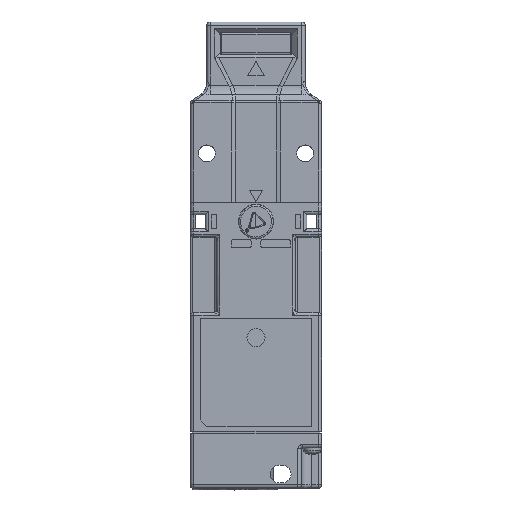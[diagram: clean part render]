
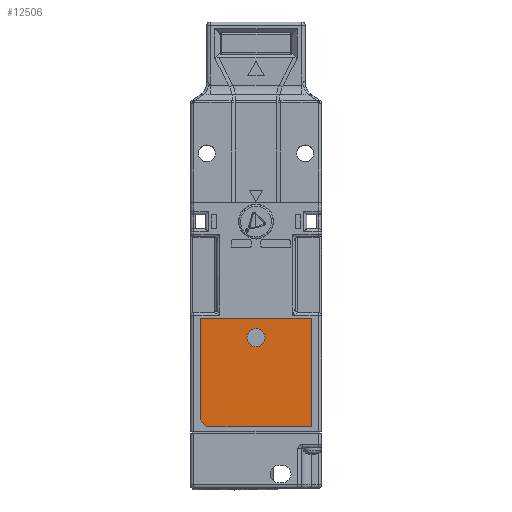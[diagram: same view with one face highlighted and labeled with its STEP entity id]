
A CAD part, top view. The second image highlights one B-rep face of the part: STEP entity #12506.
In plain terms, the highlighted planar face has unit normal (0, 0, 1).
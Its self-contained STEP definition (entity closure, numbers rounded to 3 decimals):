
#570 = CARTESIAN_POINT ( 'NONE',  ( -16.7, -35.6, 19.7 ) ) ;
#2365 = EDGE_CURVE ( 'NONE', #51988, #45823, #31191, .T. ) ;
#2389 = AXIS2_PLACEMENT_3D ( 'NONE', #2803, #32017, #7010 ) ;
#2506 = VECTOR ( 'NONE', #19339, 1000. ) ;
#2803 = CARTESIAN_POINT ( 'NONE',  ( 0., -41.2, 19.7 ) ) ;
#3075 = CARTESIAN_POINT ( 'NONE',  ( 16.7, -68.3, 19.7 ) ) ;
#4139 = DIRECTION ( 'NONE',  ( 0., 0., -1. ) ) ;
#4218 = LINE ( 'NONE', #43995, #34949 ) ;
#4773 = DIRECTION ( 'NONE',  ( 1., 0., 0. ) ) ;
#5360 = VERTEX_POINT ( 'NONE', #17090 ) ;
#5679 = DIRECTION ( 'NONE',  ( 1., 0., 0. ) ) ;
#6192 = CIRCLE ( 'NONE', #43493, 0.3 ) ;
#6471 = CIRCLE ( 'NONE', #33688, 0.3 ) ;
#6532 = CARTESIAN_POINT ( 'NONE',  ( -17., -35.6, 19.7 ) ) ;
#6995 = PLANE ( 'NONE',  #9024 ) ;
#7010 = DIRECTION ( 'NONE',  ( 0., -1., 0. ) ) ;
#7121 = VERTEX_POINT ( 'NONE', #31605 ) ;
#7187 = DIRECTION ( 'NONE',  ( -1., 0., 0. ) ) ;
#9024 = AXIS2_PLACEMENT_3D ( 'NONE', #27979, #32190, #7187 ) ;
#9240 = LINE ( 'NONE', #28366, #42520 ) ;
#10669 = VERTEX_POINT ( 'NONE', #6532 ) ;
#11043 = CIRCLE ( 'NONE', #31010, 2.75 ) ;
#11661 = CARTESIAN_POINT ( 'NONE',  ( 17., -35.6, 19.7 ) ) ;
#12506 = ADVANCED_FACE ( 'NONE', ( #21455, #18863 ), #6995, .F. ) ;
#12988 = CIRCLE ( 'NONE', #43838, 0.3 ) ;
#13476 = CARTESIAN_POINT ( 'NONE',  ( 0., -38.45, 19.7 ) ) ;
#13646 = LINE ( 'NONE', #15173, #2506 ) ;
#15173 = CARTESIAN_POINT ( 'NONE',  ( 0., -68.3, 19.7 ) ) ;
#15472 = EDGE_CURVE ( 'NONE', #7121, #10669, #4218, .T. ) ;
#15549 = ORIENTED_EDGE ( 'NONE', *, *, #40014, .F. ) ;
#15735 = EDGE_CURVE ( 'NONE', #45823, #26073, #6192, .T. ) ;
#15933 = CARTESIAN_POINT ( 'NONE',  ( 16.7, -68., 19.7 ) ) ;
#16340 = CARTESIAN_POINT ( 'NONE',  ( 17., -68., 19.7 ) ) ;
#16803 = CIRCLE ( 'NONE', #2389, 2.75 ) ;
#17090 = CARTESIAN_POINT ( 'NONE',  ( 0., -43.95, 19.7 ) ) ;
#18863 = FACE_OUTER_BOUND ( 'NONE', #36875, .T. ) ;
#19056 = DIRECTION ( 'NONE',  ( 0., 0., 1. ) ) ;
#19339 = DIRECTION ( 'NONE',  ( -1., 0., 0. ) ) ;
#20113 = DIRECTION ( 'NONE',  ( 1., 0., 0. ) ) ;
#20124 = VERTEX_POINT ( 'NONE', #13476 ) ;
#21455 = FACE_BOUND ( 'NONE', #28542, .T. ) ;
#24378 = DIRECTION ( 'NONE',  ( -0.707, 0.707, 0. ) ) ;
#26073 = VERTEX_POINT ( 'NONE', #11661 ) ;
#26656 = LINE ( 'NONE', #32484, #47572 ) ;
#27068 = VERTEX_POINT ( 'NONE', #3075 ) ;
#27979 = CARTESIAN_POINT ( 'NONE',  ( 17., -68.3, 19.7 ) ) ;
#28017 = EDGE_CURVE ( 'NONE', #48224, #27068, #6471, .T. ) ;
#28230 = ORIENTED_EDGE ( 'NONE', *, *, #28017, .F. ) ;
#28366 = CARTESIAN_POINT ( 'NONE',  ( -17., -66.3, 19.7 ) ) ;
#28429 = ORIENTED_EDGE ( 'NONE', *, *, #15735, .F. ) ;
#28482 = EDGE_CURVE ( 'NONE', #10669, #51988, #12988, .T. ) ;
#28542 = EDGE_LOOP ( 'NONE', ( #15549, #45397 ) ) ;
#29146 = CARTESIAN_POINT ( 'NONE',  ( 16.7, -35.6, 19.7 ) ) ;
#29786 = DIRECTION ( 'NONE',  ( 0., 0., -1. ) ) ;
#30086 = ORIENTED_EDGE ( 'NONE', *, *, #38807, .F. ) ;
#30690 = CARTESIAN_POINT ( 'NONE',  ( 0., -35.3, 19.7 ) ) ;
#31010 = AXIS2_PLACEMENT_3D ( 'NONE', #44006, #19056, #48221 ) ;
#31191 = LINE ( 'NONE', #30690, #40992 ) ;
#31391 = DIRECTION ( 'NONE',  ( 0., 1., 0. ) ) ;
#31605 = CARTESIAN_POINT ( 'NONE',  ( -17., -66.3, 19.7 ) ) ;
#31786 = CARTESIAN_POINT ( 'NONE',  ( 16.7, -35.3, 19.7 ) ) ;
#32017 = DIRECTION ( 'NONE',  ( 0., 0., 1. ) ) ;
#32190 = DIRECTION ( 'NONE',  ( 0., 0., -1. ) ) ;
#32484 = CARTESIAN_POINT ( 'NONE',  ( 17., -51.8, 19.7 ) ) ;
#33381 = DIRECTION ( 'NONE',  ( 1., 0., 0. ) ) ;
#33688 = AXIS2_PLACEMENT_3D ( 'NONE', #15933, #45077, #20113 ) ;
#34949 = VECTOR ( 'NONE', #31391, 1000. ) ;
#36535 = DIRECTION ( 'NONE',  ( 0., -1., 0. ) ) ;
#36541 = ORIENTED_EDGE ( 'NONE', *, *, #40165, .F. ) ;
#36875 = EDGE_LOOP ( 'NONE', ( #30086, #28230, #36541, #28429, #39889, #43834, #49480, #49376 ) ) ;
#38097 = VERTEX_POINT ( 'NONE', #38336 ) ;
#38336 = CARTESIAN_POINT ( 'NONE',  ( -15., -68.3, 19.7 ) ) ;
#38807 = EDGE_CURVE ( 'NONE', #27068, #38097, #13646, .T. ) ;
#39889 = ORIENTED_EDGE ( 'NONE', *, *, #2365, .F. ) ;
#40014 = EDGE_CURVE ( 'NONE', #5360, #20124, #11043, .T. ) ;
#40165 = EDGE_CURVE ( 'NONE', #26073, #48224, #26656, .T. ) ;
#40992 = VECTOR ( 'NONE', #5679, 1000. ) ;
#41429 = EDGE_CURVE ( 'NONE', #20124, #5360, #16803, .T. ) ;
#42520 = VECTOR ( 'NONE', #24378, 1000. ) ;
#43493 = AXIS2_PLACEMENT_3D ( 'NONE', #29146, #4139, #33381 ) ;
#43834 = ORIENTED_EDGE ( 'NONE', *, *, #28482, .F. ) ;
#43838 = AXIS2_PLACEMENT_3D ( 'NONE', #570, #29786, #4773 ) ;
#43995 = CARTESIAN_POINT ( 'NONE',  ( -17., -51.8, 19.7 ) ) ;
#44006 = CARTESIAN_POINT ( 'NONE',  ( 0., -41.2, 19.7 ) ) ;
#45077 = DIRECTION ( 'NONE',  ( 0., 0., -1. ) ) ;
#45397 = ORIENTED_EDGE ( 'NONE', *, *, #41429, .F. ) ;
#45823 = VERTEX_POINT ( 'NONE', #31786 ) ;
#46830 = EDGE_CURVE ( 'NONE', #38097, #7121, #9240, .T. ) ;
#47572 = VECTOR ( 'NONE', #36535, 1000. ) ;
#48221 = DIRECTION ( 'NONE',  ( 0., -1., 0. ) ) ;
#48224 = VERTEX_POINT ( 'NONE', #16340 ) ;
#49376 = ORIENTED_EDGE ( 'NONE', *, *, #46830, .F. ) ;
#49480 = ORIENTED_EDGE ( 'NONE', *, *, #15472, .F. ) ;
#51988 = VERTEX_POINT ( 'NONE', #53922 ) ;
#53922 = CARTESIAN_POINT ( 'NONE',  ( -16.7, -35.3, 19.7 ) ) ;
